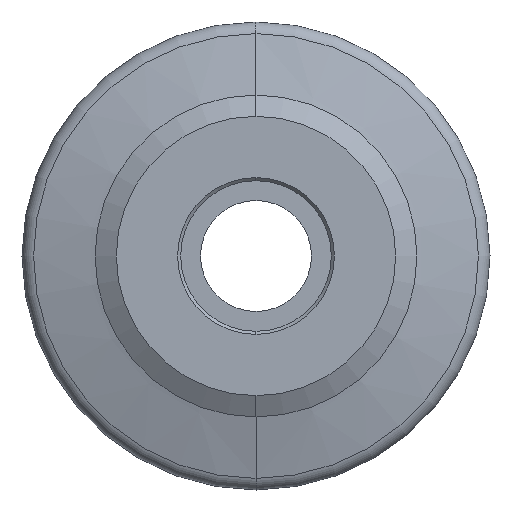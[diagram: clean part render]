
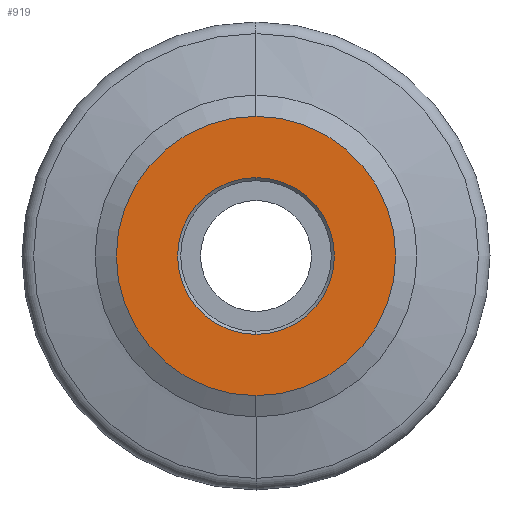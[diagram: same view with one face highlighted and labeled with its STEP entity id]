
A CAD part, left-side view. The second image highlights one B-rep face of the part: STEP entity #919.
In plain terms, the highlighted planar face has unit normal (-1, 0, 0).
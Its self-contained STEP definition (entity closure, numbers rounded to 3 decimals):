
#37 = PLANE ( 'NONE',  #72 ) ;
#47 = AXIS2_PLACEMENT_3D ( 'NONE', #1032, #1507, #417 ) ;
#49 = EDGE_CURVE ( 'NONE', #1143, #829, #940, .T. ) ;
#70 = DIRECTION ( 'NONE',  ( 0., 0., 1. ) ) ;
#72 = AXIS2_PLACEMENT_3D ( 'NONE', #219, #833, #70 ) ;
#80 = CARTESIAN_POINT ( 'NONE',  ( 0., 0., 0. ) ) ;
#83 = CARTESIAN_POINT ( 'NONE',  ( 0., 0., 8.955 ) ) ;
#93 = EDGE_LOOP ( 'NONE', ( #414, #943 ) ) ;
#99 = CARTESIAN_POINT ( 'NONE',  ( 0., 0., 0. ) ) ;
#100 = AXIS2_PLACEMENT_3D ( 'NONE', #80, #1162, #562 ) ;
#186 = CIRCLE ( 'NONE', #1141, 8.955 ) ;
#219 = CARTESIAN_POINT ( 'NONE',  ( 0., 0., -4.477 ) ) ;
#338 = CARTESIAN_POINT ( 'NONE',  ( 0., 0., 0. ) ) ;
#352 = FACE_BOUND ( 'NONE', #987, .T. ) ;
#414 = ORIENTED_EDGE ( 'NONE', *, *, #1336, .T. ) ;
#417 = DIRECTION ( 'NONE',  ( 0., 0., 1. ) ) ;
#418 = EDGE_CURVE ( 'NONE', #1035, #510, #186, .T. ) ;
#436 = DIRECTION ( 'NONE',  ( 0., 0., -1. ) ) ;
#510 = VERTEX_POINT ( 'NONE', #1464 ) ;
#562 = DIRECTION ( 'NONE',  ( 0., 0., -1. ) ) ;
#565 = DIRECTION ( 'NONE',  ( 1., 0., 0. ) ) ;
#644 = FACE_OUTER_BOUND ( 'NONE', #93, .T. ) ;
#659 = CIRCLE ( 'NONE', #1165, 5.026 ) ;
#829 = VERTEX_POINT ( 'NONE', #1082 ) ;
#833 = DIRECTION ( 'NONE',  ( -1., 0., 0. ) ) ;
#863 = ORIENTED_EDGE ( 'NONE', *, *, #49, .T. ) ;
#919 = ADVANCED_FACE ( 'FACE9', ( #352, #644 ), #37, .T. ) ;
#940 = CIRCLE ( 'NONE', #47, 5.026 ) ;
#943 = ORIENTED_EDGE ( 'NONE', *, *, #418, .T. ) ;
#959 = EDGE_CURVE ( 'NONE', #829, #1143, #659, .T. ) ;
#987 = EDGE_LOOP ( 'NONE', ( #1257, #863 ) ) ;
#1032 = CARTESIAN_POINT ( 'NONE',  ( 0., 0., 0. ) ) ;
#1035 = VERTEX_POINT ( 'NONE', #83 ) ;
#1082 = CARTESIAN_POINT ( 'NONE',  ( 0., 0., 5.026 ) ) ;
#1141 = AXIS2_PLACEMENT_3D ( 'NONE', #338, #1531, #436 ) ;
#1143 = VERTEX_POINT ( 'NONE', #1350 ) ;
#1162 = DIRECTION ( 'NONE',  ( -1., 0., 0. ) ) ;
#1165 = AXIS2_PLACEMENT_3D ( 'NONE', #99, #565, #1427 ) ;
#1257 = ORIENTED_EDGE ( 'NONE', *, *, #959, .T. ) ;
#1301 = CIRCLE ( 'NONE', #100, 8.955 ) ;
#1336 = EDGE_CURVE ( 'NONE', #510, #1035, #1301, .T. ) ;
#1350 = CARTESIAN_POINT ( 'NONE',  ( 0., 0., -5.026 ) ) ;
#1427 = DIRECTION ( 'NONE',  ( 0., 0., 1. ) ) ;
#1464 = CARTESIAN_POINT ( 'NONE',  ( 0., 0., -8.955 ) ) ;
#1507 = DIRECTION ( 'NONE',  ( 1., 0., 0. ) ) ;
#1531 = DIRECTION ( 'NONE',  ( -1., 0., 0. ) ) ;
